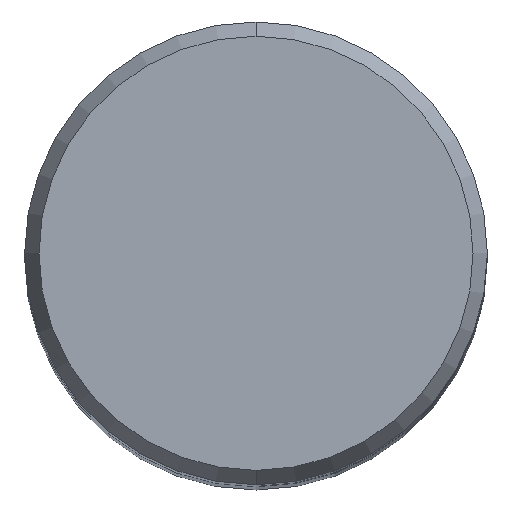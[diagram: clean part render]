
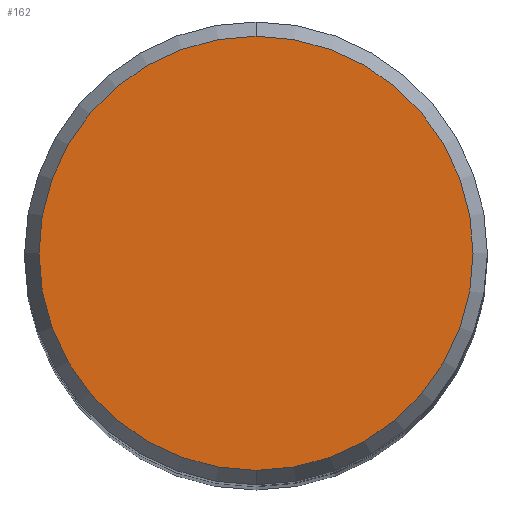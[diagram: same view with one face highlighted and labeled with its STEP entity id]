
A CAD part, top view. The second image highlights one B-rep face of the part: STEP entity #162.
In plain terms, the highlighted planar face has unit normal (0, 0, 1).
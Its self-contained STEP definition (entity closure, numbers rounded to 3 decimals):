
#94=EDGE_CURVE('',#96,#172,#215,.T.);
#96=VERTEX_POINT('',#217);
#98=EDGE_CURVE('',#172,#96,#219,.T.);
#162=ADVANCED_FACE('',(#292),#293,.T.);
#172=VERTEX_POINT('',#306);
#215=CIRCLE('',#350,10.425);
#217=CARTESIAN_POINT('',(0.0,10.425,0.01));
#219=CIRCLE('',#355,10.425);
#292=FACE_OUTER_BOUND('',#443,.T.);
#293=PLANE('',#444);
#306=CARTESIAN_POINT('',(0.,-10.425,0.01));
#350=AXIS2_PLACEMENT_3D('',#487,#488,#489);
#355=AXIS2_PLACEMENT_3D('',#490,#491,#492);
#443=EDGE_LOOP('',(#590,#591));
#444=AXIS2_PLACEMENT_3D('',#592,#593,#594);
#487=CARTESIAN_POINT('',(0.0,0.0,0.01));
#488=DIRECTION('',(0.0,0.0,-1.0));
#489=DIRECTION('',(0.0,1.0,0.0));
#490=CARTESIAN_POINT('',(0.0,0.0,0.01));
#491=DIRECTION('',(0.0,0.0,-1.0));
#492=DIRECTION('',(0.0,1.0,0.0));
#590=ORIENTED_EDGE('',*,*,#94,.F.);
#591=ORIENTED_EDGE('',*,*,#98,.F.);
#592=CARTESIAN_POINT('',(0.0,5.212,0.01));
#593=DIRECTION('',(-0.0,0.0,1.0));
#594=DIRECTION('',(0.0,-1.0,0.0));
